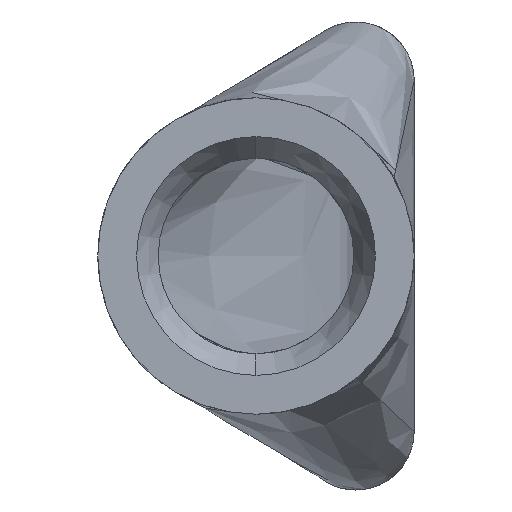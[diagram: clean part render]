
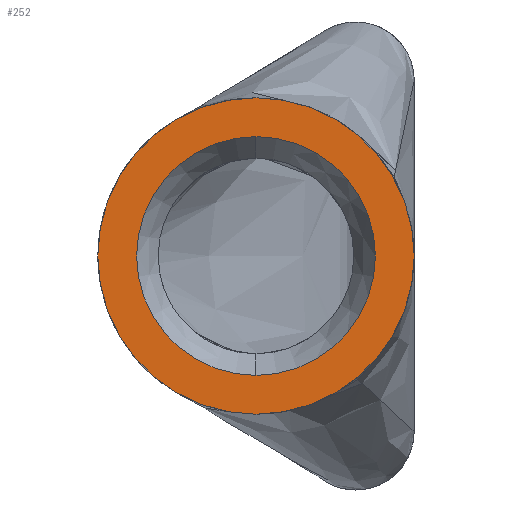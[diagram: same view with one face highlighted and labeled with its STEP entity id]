
A CAD part, left-side view. The second image highlights one B-rep face of the part: STEP entity #252.
In plain terms, the highlighted planar face has unit normal (-1, 0, 0).
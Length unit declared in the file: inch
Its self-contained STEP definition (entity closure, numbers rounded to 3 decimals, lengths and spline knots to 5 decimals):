
#14 = AXIS2_PLACEMENT_3D ( 'NONE', #339, #702, #1041 ) ;
#27 = EDGE_CURVE ( 'NONE', #461, #693, #70, .T. ) ;
#70 = CIRCLE ( 'NONE', #271, 0.169 ) ;
#76 = ORIENTED_EDGE ( 'NONE', *, *, #824, .T. ) ;
#171 = CARTESIAN_POINT ( 'NONE',  ( 0., 0.169, 0. ) ) ;
#180 = EDGE_CURVE ( 'NONE', #1045, #922, #638, .T. ) ;
#203 = FACE_BOUND ( 'NONE', #662, .T. ) ;
#206 = DIRECTION ( 'NONE',  ( -1., 0., 0. ) ) ;
#252 = ADVANCED_FACE ( 'NONE', ( #203, #912 ), #732, .T. ) ;
#262 = CARTESIAN_POINT ( 'NONE',  ( 0., 0.169, 0.169 ) ) ;
#271 = AXIS2_PLACEMENT_3D ( 'NONE', #171, #432, #446 ) ;
#277 = ORIENTED_EDGE ( 'NONE', *, *, #775, .T. ) ;
#279 = DIRECTION ( 'NONE',  ( -1., 0., 0. ) ) ;
#339 = CARTESIAN_POINT ( 'NONE',  ( 0., 0.169, 0. ) ) ;
#376 = DIRECTION ( 'NONE',  ( 0., 0., 1. ) ) ;
#418 = CARTESIAN_POINT ( 'NONE',  ( 0., 0.169, -0.12759 ) ) ;
#432 = DIRECTION ( 'NONE',  ( -1., 0., 0. ) ) ;
#446 = DIRECTION ( 'NONE',  ( 0., 0., 1. ) ) ;
#461 = VERTEX_POINT ( 'NONE', #646 ) ;
#464 = CIRCLE ( 'NONE', #744, 0.12759 ) ;
#503 = CIRCLE ( 'NONE', #991, 0.169 ) ;
#522 = ORIENTED_EDGE ( 'NONE', *, *, #27, .T. ) ;
#566 = CARTESIAN_POINT ( 'NONE',  ( 0., 0.169, 0. ) ) ;
#638 = CIRCLE ( 'NONE', #14, 0.12759 ) ;
#646 = CARTESIAN_POINT ( 'NONE',  ( 0., 0.169, -0.169 ) ) ;
#662 = EDGE_LOOP ( 'NONE', ( #1091, #277 ) ) ;
#673 = CARTESIAN_POINT ( 'NONE',  ( 0., 0.169, 0.12759 ) ) ;
#693 = VERTEX_POINT ( 'NONE', #262 ) ;
#702 = DIRECTION ( 'NONE',  ( 1., 0., 0. ) ) ;
#732 = PLANE ( 'NONE',  #764 ) ;
#744 = AXIS2_PLACEMENT_3D ( 'NONE', #914, #836, #376 ) ;
#747 = DIRECTION ( 'NONE',  ( 0., 0., 1. ) ) ;
#764 = AXIS2_PLACEMENT_3D ( 'NONE', #832, #279, #747 ) ;
#775 = EDGE_CURVE ( 'NONE', #922, #1045, #464, .T. ) ;
#824 = EDGE_CURVE ( 'NONE', #693, #461, #503, .T. ) ;
#832 = CARTESIAN_POINT ( 'NONE',  ( 0., 0., 0. ) ) ;
#836 = DIRECTION ( 'NONE',  ( 1., 0., 0. ) ) ;
#910 = DIRECTION ( 'NONE',  ( 0., 0., 1. ) ) ;
#912 = FACE_OUTER_BOUND ( 'NONE', #1019, .T. ) ;
#914 = CARTESIAN_POINT ( 'NONE',  ( 0., 0.169, 0. ) ) ;
#922 = VERTEX_POINT ( 'NONE', #418 ) ;
#991 = AXIS2_PLACEMENT_3D ( 'NONE', #566, #206, #910 ) ;
#1019 = EDGE_LOOP ( 'NONE', ( #76, #522 ) ) ;
#1041 = DIRECTION ( 'NONE',  ( 0., 0., 1. ) ) ;
#1045 = VERTEX_POINT ( 'NONE', #673 ) ;
#1091 = ORIENTED_EDGE ( 'NONE', *, *, #180, .T. ) ;
